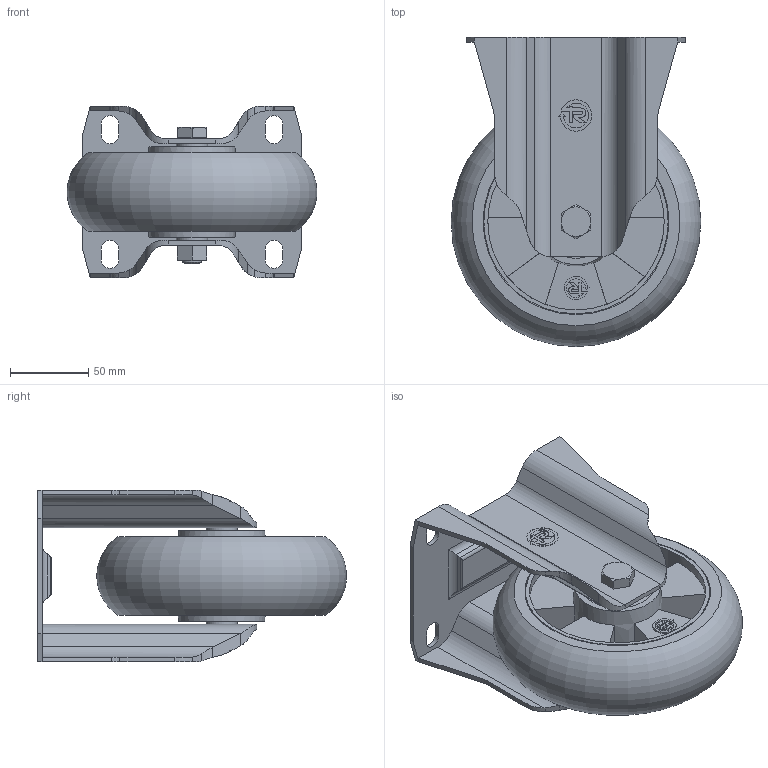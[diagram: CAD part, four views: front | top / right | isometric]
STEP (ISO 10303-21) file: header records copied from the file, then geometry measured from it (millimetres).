
FILE_DESCRIPTION( ( 'STEP AP214' ), ' ' );
FILE_NAME( 'SF_NL_628204.stp', '2018-04-04T07:39:02', ( '' ), ( '' ), ' ', 'PARTsolutions', ' ' );
FILE_SCHEMA( ( 'AUTOMOTIVE_DESIGN { 1 0 10303 214 1 1 1 1 }' ) );
Length unit declared in the file: millimetre
Products named in the file (8): SF/NL 628204; _624144; _Serie 62 ER HUB -622144- 20; _Serie 62 ER SHAFT - 622144- 20; _Shaft 160-M12-50-20600; _SF/NL (160-140x110-50199)-b; _Bolt M12(20-160-50-80GREY); _Nut M12(160-50-20-60GREY)
Assembly tree (8 placements, depth 2):
  SF/NL 628204
    _624144
    _Serie 62 ER HUB -622144- 20  x2
    _Serie 62 ER SHAFT - 622144- 20
    _Shaft 160-M12-50-20600
    _SF/NL (160-140x110-50199)-b
    _Bolt M12(20-160-50-80GREY)
    _Nut M12(160-50-20-60GREY)
Bounding box: 159.97 x 197.99 x 110 mm (x, y, z)
Volume: 713931.1 mm3; surface area: 231119.1 mm2
Topology: 8 solids, 8 shells, 351 faces, 905 edges, 590 vertices
Faces by surface type: plane 211, cylinder 107, cone 21, torus 9, bspline 3
Full cylindrical faces by diameter (mm): 10.106 x1, 12 x4, 16.47 x1, 20 x3, 21 x1, 25 x1, 28.08 x4, 30.79 x4, 36.21 x4, 38.92 x4, 44 x1, 47 x4, 113 x1, 118 x2, 119 x2
Entity records: 13317 total; most frequent: CARTESIAN_POINT 2413, DIRECTION 1678, ORIENTED_EDGE 1658, EDGE_CURVE 829, AXIS2_PLACEMENT_3D 594, VERTEX_POINT 568, LINE 490, VECTOR 490
